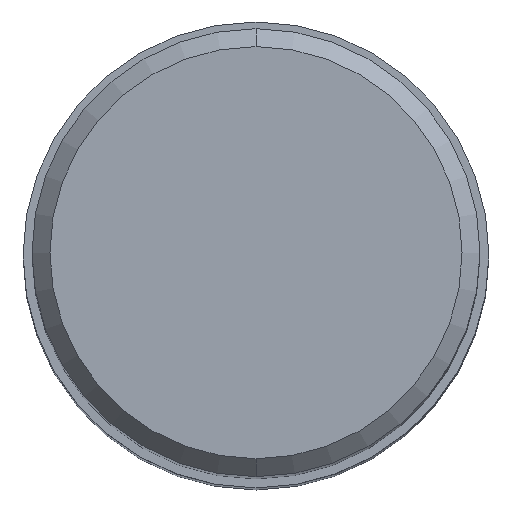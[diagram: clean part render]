
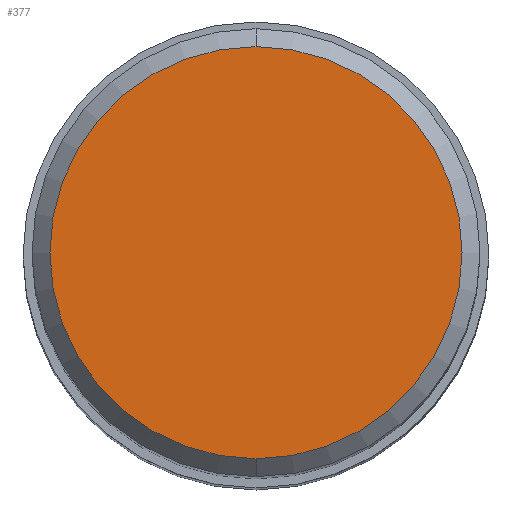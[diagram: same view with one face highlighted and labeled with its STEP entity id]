
A CAD part, top view. The second image highlights one B-rep face of the part: STEP entity #377.
In plain terms, the highlighted planar face has unit normal (0, 0, 1).
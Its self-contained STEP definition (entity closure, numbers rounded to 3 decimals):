
#271=VERTEX_POINT('',#551);
#277=EDGE_CURVE('',#271,#305,#557,.T.);
#297=EDGE_CURVE('',#305,#271,#577,.T.);
#305=VERTEX_POINT('',#586);
#377=ADVANCED_FACE('',(#668),#669,.T.);
#551=CARTESIAN_POINT('',(0.,-11.5,0.0));
#557=CIRCLE('',#1098,11.5);
#577=CIRCLE('',#1126,11.5);
#586=CARTESIAN_POINT('',(0.0,11.5,0.0));
#668=FACE_OUTER_BOUND('',#1348,.T.);
#669=PLANE('',#1349);
#1098=AXIS2_PLACEMENT_3D('',#1585,#1586,#1587);
#1126=AXIS2_PLACEMENT_3D('',#1598,#1599,#1600);
#1348=EDGE_LOOP('',(#1719,#1720));
#1349=AXIS2_PLACEMENT_3D('',#1721,#1722,#1723);
#1585=CARTESIAN_POINT('',(0.0,0.0,0.0));
#1586=DIRECTION('',(0.0,0.0,-1.0));
#1587=DIRECTION('',(0.0,1.0,0.0));
#1598=CARTESIAN_POINT('',(0.0,0.0,0.0));
#1599=DIRECTION('',(0.0,0.0,-1.0));
#1600=DIRECTION('',(0.0,1.0,0.0));
#1719=ORIENTED_EDGE('',*,*,#297,.F.);
#1720=ORIENTED_EDGE('',*,*,#277,.F.);
#1721=CARTESIAN_POINT('',(0.0,5.75,0.0));
#1722=DIRECTION('',(-0.0,0.0,1.0));
#1723=DIRECTION('',(0.0,-1.0,0.0));
